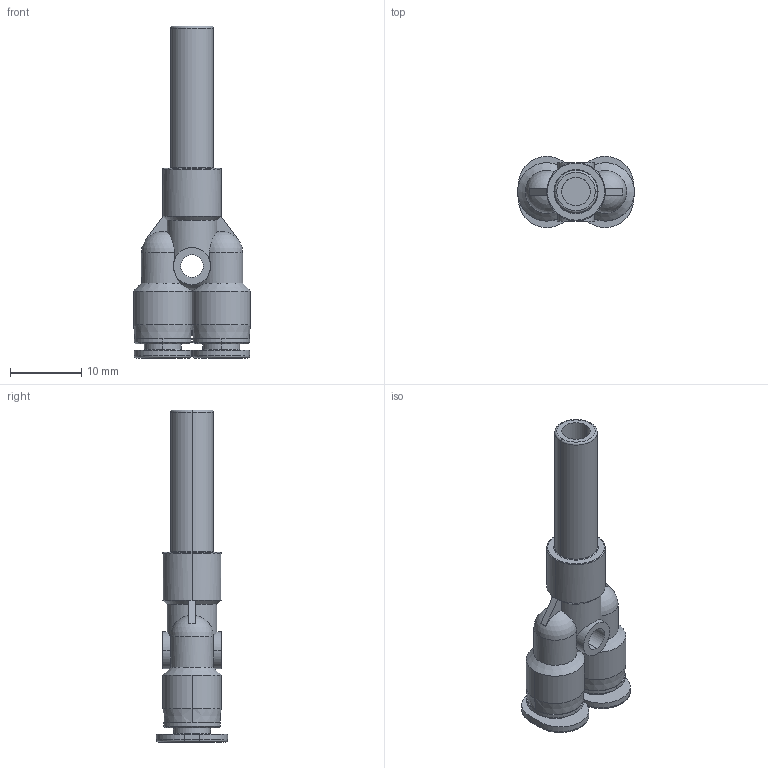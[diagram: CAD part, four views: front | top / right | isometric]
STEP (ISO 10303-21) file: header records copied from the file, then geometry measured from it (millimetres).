
FILE_DESCRIPTION((''),'2;1');
FILE_NAME('PWJ0604C-mdt.stp','2017-07-24T17:03:51',(''),(''),'Mechanical Desktop 2009','Mechanical Desktop 2009',', , ');
FILE_SCHEMA(('CONFIG_CONTROL_DESIGN'));
Length unit declared in the file: millimetre
Products named in the file (4): PWJ0604C-MDTA; PWJ0604C-MDT; COLLAR-L04C; PJ
Assembly tree (5 placements, depth 2):
  PWJ0604C-MDTA
    PWJ0604C-MDT
    COLLAR-L04C  x3
    PJ
Bounding box: 16.4 x 10 x 46.6 mm (x, y, z)
Volume: 1992.5 mm3; surface area: 2401.4 mm2
Topology: 1 solids, 1 shells, 107 faces, 245 edges, 147 vertices
Faces by surface type: cylinder 40, plane 33, cone 12, torus 12, bspline 6, sphere 4
Entity records: 3631 total; most frequent: CARTESIAN_POINT 1045, DIRECTION 564, ORIENTED_EDGE 486, EDGE_CURVE 243, AXIS2_PLACEMENT_3D 240, VERTEX_POINT 147, CIRCLE 133, EDGE_LOOP 119
